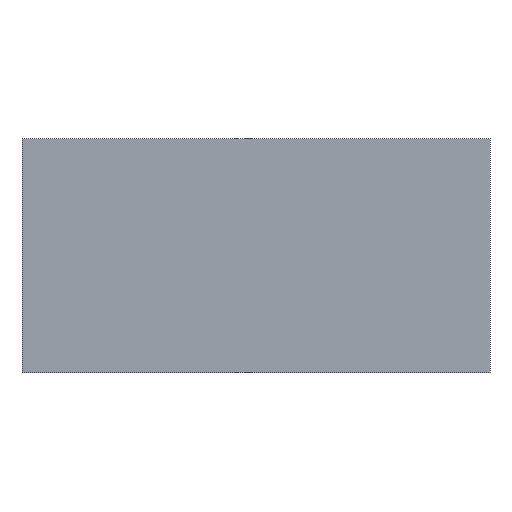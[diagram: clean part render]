
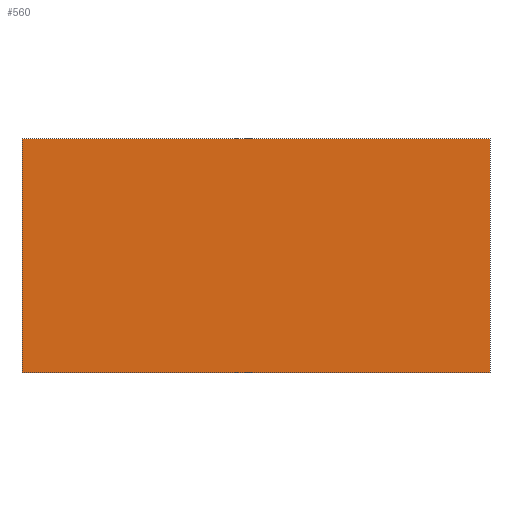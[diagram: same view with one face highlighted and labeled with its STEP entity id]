
A CAD part, left-side view. The second image highlights one B-rep face of the part: STEP entity #560.
In plain terms, the highlighted planar face has unit normal (-1, 0, 0).
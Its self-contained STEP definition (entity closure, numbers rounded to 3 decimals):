
#423=CARTESIAN_POINT('Vertex',(0.,10000.,5000.)) ;
#428=CARTESIAN_POINT('Line Origine',(0.,0.,5000.)) ;
#432=CARTESIAN_POINT('Vertex',(0.,-10000.,5000.)) ;
#467=CARTESIAN_POINT('Line Origine',(0.,-10000.,0.)) ;
#471=CARTESIAN_POINT('Vertex',(0.,-10000.,-5000.)) ;
#499=CARTESIAN_POINT('Line Origine',(0.,0.,-5000.)) ;
#503=CARTESIAN_POINT('Vertex',(0.,10000.,-5000.)) ;
#531=CARTESIAN_POINT('Line Origine',(0.,10000.,0.)) ;
#549=CARTESIAN_POINT('Axis2P3D Location',(0.,0.,0.)) ;
#430=VECTOR('Line Direction',#429,1.) ;
#469=VECTOR('Line Direction',#468,1.) ;
#501=VECTOR('Line Direction',#500,1.) ;
#533=VECTOR('Line Direction',#532,1.) ;
#429=DIRECTION('Vector Direction',(0.,1.,0.)) ;
#468=DIRECTION('Vector Direction',(0.,0.,1.)) ;
#500=DIRECTION('Vector Direction',(0.,-1.,0.)) ;
#532=DIRECTION('Vector Direction',(0.,0.,-1.)) ;
#550=DIRECTION('Axis2P3D Direction',(1.,0.,0.)) ;
#551=DIRECTION('Axis2P3D XDirection',(0.,1.,0.)) ;
#552=AXIS2_PLACEMENT_3D('Plane Axis2P3D',#549,#550,#551) ;
#431=LINE('Line',#428,#430) ;
#470=LINE('Line',#467,#469) ;
#502=LINE('Line',#499,#501) ;
#534=LINE('Line',#531,#533) ;
#553=PLANE('',#552) ;
#434=EDGE_CURVE('',#424,#433,#431,.F.) ;
#473=EDGE_CURVE('',#433,#472,#470,.F.) ;
#505=EDGE_CURVE('',#472,#504,#502,.F.) ;
#535=EDGE_CURVE('',#504,#424,#534,.F.) ;
#555=ORIENTED_EDGE('',*,*,#535,.F.) ;
#556=ORIENTED_EDGE('',*,*,#505,.F.) ;
#557=ORIENTED_EDGE('',*,*,#473,.F.) ;
#558=ORIENTED_EDGE('',*,*,#434,.F.) ;
#554=EDGE_LOOP('',(#555,#556,#557,#558)) ;
#424=VERTEX_POINT('',#423) ;
#433=VERTEX_POINT('',#432) ;
#472=VERTEX_POINT('',#471) ;
#504=VERTEX_POINT('',#503) ;
#560=ADVANCED_FACE('\X2\96F64EF651E04F554F53\X0\',(#559),#553,.F.) ;
#559=FACE_OUTER_BOUND('',#554,.T.) ;
